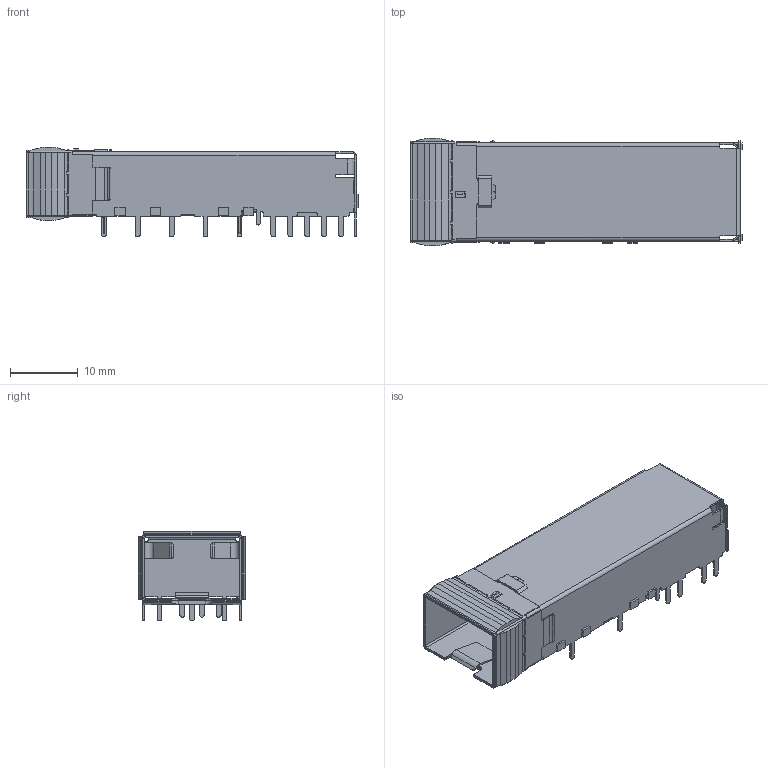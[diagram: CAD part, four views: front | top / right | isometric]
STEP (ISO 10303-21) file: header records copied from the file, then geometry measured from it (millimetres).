
FILE_DESCRIPTION(('FreeCAD Model'),'2;1');
FILE_NAME('Open CASCADE Shape Model','2023-10-01T13:07:05',(''),(''), 'Open CASCADE STEP processor 7.5','FreeCAD','Unknown');
FILE_SCHEMA(('AUTOMOTIVE_DESIGN { 1 0 10303 214 1 1 1 1 }'));
Length unit declared in the file: millimetre
Products named in the file (1): molex-sfp-plus-747540-101-original
Bounding box: 48.99 x 15.9 x 13.25 mm (x, y, z)
Volume: 718.6 mm3; surface area: 4602.5 mm2
Topology: 1 solids, 1 shells, 653 faces, 1978 edges, 1320 vertices
Faces by surface type: plane 405, cylinder 248
Entity records: 22573 total; most frequent: CARTESIAN_POINT 4492, ORIENTED_EDGE 3956, DIRECTION 3663, EDGE_CURVE 1978, LINE 1357, VECTOR 1357, VERTEX_POINT 1320, AXIS2_PLACEMENT_3D 1153
